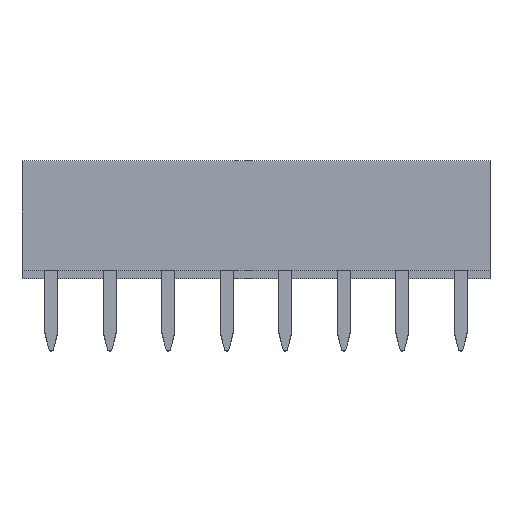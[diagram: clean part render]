
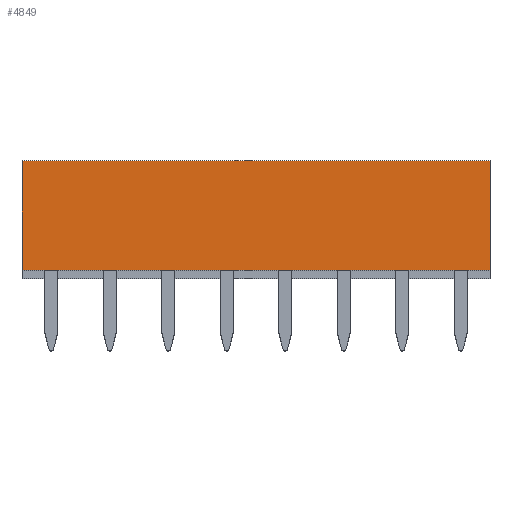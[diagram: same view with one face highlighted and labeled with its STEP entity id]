
A CAD part, top view. The second image highlights one B-rep face of the part: STEP entity #4849.
In plain terms, the highlighted planar face has unit normal (0, 0, 1).
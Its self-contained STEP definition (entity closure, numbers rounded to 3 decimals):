
#3781=VERTEX_POINT('',#9947);
#4349=VERTEX_POINT('',#10582);
#4627=VERTEX_POINT('',#10890);
#4849=ADVANCED_FACE('',(#11142),#11143,.T.);
#4971=EDGE_CURVE('',#9119,#4627,#11280,.T.);
#5205=EDGE_CURVE('',#4349,#3781,#11533,.T.);
#6563=EDGE_CURVE('',#4349,#9119,#12998,.T.);
#7195=EDGE_CURVE('',#4627,#3781,#13683,.T.);
#9119=VERTEX_POINT('',#15800);
#9947=CARTESIAN_POINT('',(-10.16,-3.75,5.08));
#10582=CARTESIAN_POINT('',(10.16,-3.75,5.08));
#10890=CARTESIAN_POINT('',(-10.16,1.,5.08));
#11142=FACE_OUTER_BOUND('',#18649,.T.);
#11143=PLANE('',#18650);
#11280=LINE('',#18839,#18840);
#11533=LINE('',#19214,#19215);
#12998=LINE('',#21344,#21345);
#13683=LINE('',#22335,#22336);
#15800=CARTESIAN_POINT('',(10.16,1.,5.08));
#18649=EDGE_LOOP('',(#27539,#27540,#27541,#27542));
#18650=AXIS2_PLACEMENT_3D('',#27543,#27544,#27545);
#18839=CARTESIAN_POINT('',(10.16,1.,5.08));
#18840=VECTOR('',#27718,1.0);
#19214=CARTESIAN_POINT('',(10.16,-3.75,5.08));
#19215=VECTOR('',#27957,1.0);
#21344=CARTESIAN_POINT('',(10.16,-3.75,5.08));
#21345=VECTOR('',#29384,1.0);
#22335=CARTESIAN_POINT('',(-10.16,-3.75,5.08));
#22336=VECTOR('',#30034,1.0);
#27539=ORIENTED_EDGE('',*,*,#7195,.T.);
#27540=ORIENTED_EDGE('',*,*,#5205,.F.);
#27541=ORIENTED_EDGE('',*,*,#6563,.T.);
#27542=ORIENTED_EDGE('',*,*,#4971,.T.);
#27543=CARTESIAN_POINT('',(10.16,1.,5.08));
#27544=DIRECTION('',(0.,0.,1.0));
#27545=DIRECTION('',(0.,1.0,0.));
#27718=DIRECTION('',(-1.0,0.0,0.));
#27957=DIRECTION('',(-1.0,0.0,0.));
#29384=DIRECTION('',(0.,1.0,0.));
#30034=DIRECTION('',(0.,-1.0,0.));
